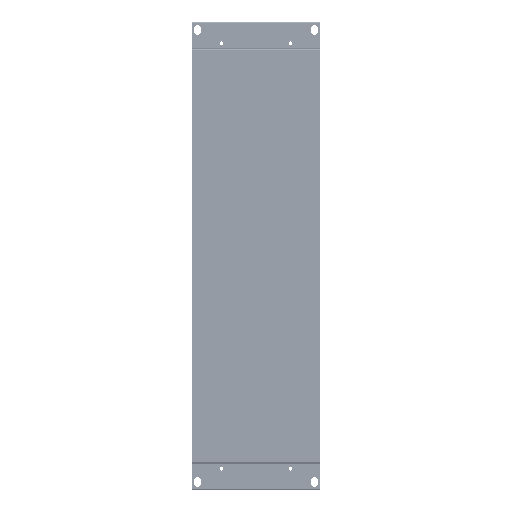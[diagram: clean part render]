
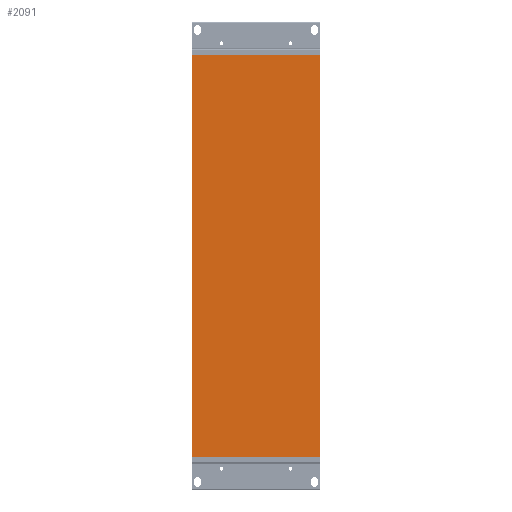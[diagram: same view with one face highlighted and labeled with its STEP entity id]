
A CAD part, left-side view. The second image highlights one B-rep face of the part: STEP entity #2091.
In plain terms, the highlighted planar face has unit normal (-1, 0, 0).
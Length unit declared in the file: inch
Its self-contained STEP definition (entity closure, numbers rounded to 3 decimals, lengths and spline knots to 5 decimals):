
#2091 = ADVANCED_FACE ( 'NONE', ( #45841 ), #76222, .T. ) ;
#5902 = DIRECTION ( 'NONE',  ( 0., -1., 0. ) ) ;
#8110 = LINE ( 'NONE', #105501, #43914 ) ;
#17221 = VECTOR ( 'NONE', #113562, 39.37008 ) ;
#27955 = EDGE_CURVE ( 'NONE', #208407, #137050, #79953, .T. ) ;
#35998 = VECTOR ( 'NONE', #144725, 39.37008 ) ;
#43914 = VECTOR ( 'NONE', #5902, 39.37008 ) ;
#45841 = FACE_OUTER_BOUND ( 'NONE', #213910, .T. ) ;
#57686 = EDGE_CURVE ( 'NONE', #207673, #208407, #73971, .T. ) ;
#59481 = CARTESIAN_POINT ( 'NONE',  ( 0., 2.61, 0. ) ) ;
#59834 = CARTESIAN_POINT ( 'NONE',  ( 0., -2.61, 0. ) ) ;
#65473 = AXIS2_PLACEMENT_3D ( 'NONE', #59481, #94109, #162088 ) ;
#73971 = LINE ( 'NONE', #107523, #88194 ) ;
#76222 = PLANE ( 'NONE',  #65473 ) ;
#79953 = LINE ( 'NONE', #148043, #17221 ) ;
#79990 = ORIENTED_EDGE ( 'NONE', *, *, #27955, .T. ) ;
#88194 = VECTOR ( 'NONE', #175517, 39.37008 ) ;
#91163 = LINE ( 'NONE', #59834, #35998 ) ;
#94109 = DIRECTION ( 'NONE',  ( -1., 0., 0. ) ) ;
#97839 = EDGE_CURVE ( 'NONE', #137050, #198522, #8110, .T. ) ;
#104415 = CARTESIAN_POINT ( 'NONE',  ( 0., -2.61, -8.1752 ) ) ;
#105501 = CARTESIAN_POINT ( 'NONE',  ( 0., 2.61, -8.1752 ) ) ;
#107523 = CARTESIAN_POINT ( 'NONE',  ( 0., 2.61, 8.1752 ) ) ;
#113562 = DIRECTION ( 'NONE',  ( 0., 0., -1. ) ) ;
#113639 = ORIENTED_EDGE ( 'NONE', *, *, #57686, .T. ) ;
#123312 = EDGE_CURVE ( 'NONE', #198522, #207673, #91163, .T. ) ;
#126517 = ORIENTED_EDGE ( 'NONE', *, *, #97839, .T. ) ;
#137050 = VERTEX_POINT ( 'NONE', #217785 ) ;
#144725 = DIRECTION ( 'NONE',  ( 0., 0., 1. ) ) ;
#148043 = CARTESIAN_POINT ( 'NONE',  ( 0., 2.61, 0. ) ) ;
#162088 = DIRECTION ( 'NONE',  ( 0., 0., -1. ) ) ;
#175517 = DIRECTION ( 'NONE',  ( 0., 1., 0. ) ) ;
#198522 = VERTEX_POINT ( 'NONE', #104415 ) ;
#207673 = VERTEX_POINT ( 'NONE', #216638 ) ;
#208407 = VERTEX_POINT ( 'NONE', #215135 ) ;
#213850 = ORIENTED_EDGE ( 'NONE', *, *, #123312, .T. ) ;
#213910 = EDGE_LOOP ( 'NONE', ( #126517, #213850, #113639, #79990 ) ) ;
#215135 = CARTESIAN_POINT ( 'NONE',  ( 0., 2.61, 8.1752 ) ) ;
#216638 = CARTESIAN_POINT ( 'NONE',  ( 0., -2.61, 8.1752 ) ) ;
#217785 = CARTESIAN_POINT ( 'NONE',  ( 0., 2.61, -8.1752 ) ) ;
